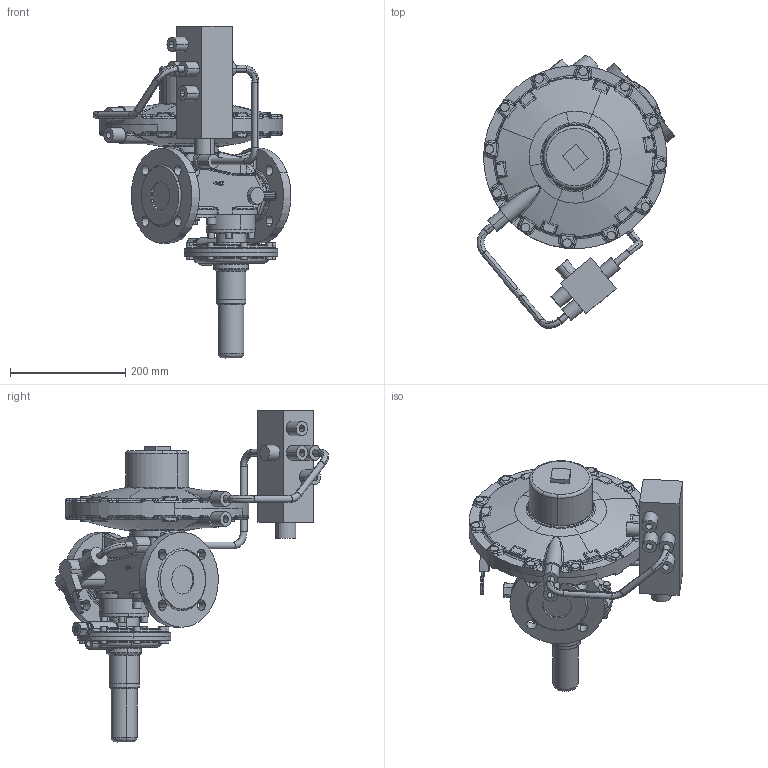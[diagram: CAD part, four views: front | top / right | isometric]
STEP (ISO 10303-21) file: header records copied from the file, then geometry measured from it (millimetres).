
FILE_DESCRIPTION(('CATIA V5 STEP Exchange'),'2;1');
FILE_NAME('RSP254-050-320-R70-010.stp','2018-07-25T05:56:08+00:00',('none'),('none'),'CATIA Version 5 Release 19 SP 9 (IN-10)','CATIA V5 STEP AP203','none');
FILE_SCHEMA(('CONFIG_CONTROL_DESIGN'));
Products named in the file (1): RSP254-050-320-R70-010
Assembly tree (2 placements, depth 2):
  RSP254-050-320-R70-010
    #58
    #733
Bounding box: 344.13 x 474.74 x 577.15 mm (x, y, z)
Volume: 9255890.8 mm3; surface area: 669412.7 mm2
Topology: 2 solids, 26 shells, 3164 faces, 7683 edges, 4322 vertices
Faces by surface type: bspline 937, cylinder 871, torus 607, plane 423, sphere 159, cone 159, extrusion 6, revolution 2
Entity records: 146961 total; most frequent: CARTESIAN_POINT 87489, ORIENTED_EDGE 14736, DIRECTION 7458, EDGE_CURVE 7368, AXIS2_PLACEMENT_3D 4338, VERTEX_POINT 4322, B_SPLINE_CURVE_WITH_KNOTS 3392, EDGE_LOOP 3260
